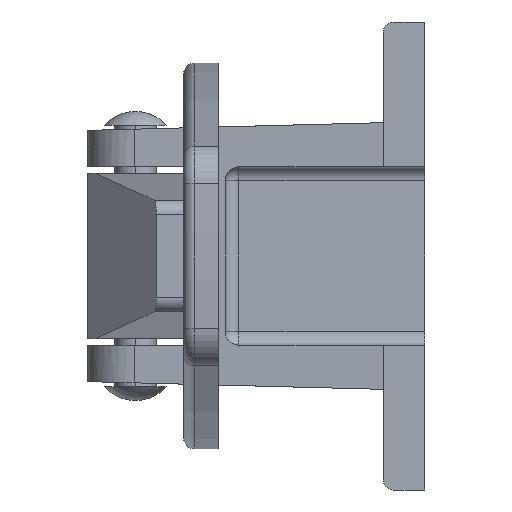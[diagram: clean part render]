
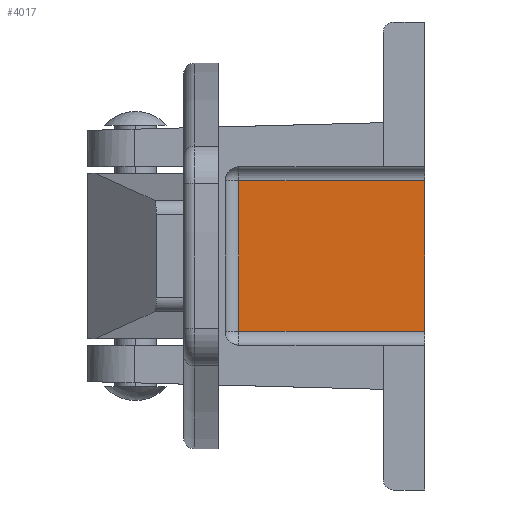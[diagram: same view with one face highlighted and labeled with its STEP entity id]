
A CAD part, left-side view. The second image highlights one B-rep face of the part: STEP entity #4017.
In plain terms, the highlighted planar face has unit normal (-1, 0, 0).
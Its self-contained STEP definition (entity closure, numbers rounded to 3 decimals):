
#645 = LINE ( 'NONE', #646, #4599 ) ;
#646 = CARTESIAN_POINT ( 'NONE',  ( -1.5, -15., 10.95 ) ) ;
#647 = DIRECTION ( 'NONE',  ( 0., 1., 0. ) ) ;
#648 = LINE ( 'NONE', #649, #4600 ) ;
#649 = CARTESIAN_POINT ( 'NONE',  ( -1.5, -15., 12.95 ) ) ;
#650 = DIRECTION ( 'NONE',  ( 0., 0., -1. ) ) ;
#651 = LINE ( 'NONE', #652, #4601 ) ;
#652 = CARTESIAN_POINT ( 'NONE',  ( -1.5, -42., -10.95 ) ) ;
#653 = DIRECTION ( 'NONE',  ( 0., -1., 0. ) ) ;
#812 = LINE ( 'NONE', #813, #4668 ) ;
#813 = CARTESIAN_POINT ( 'NONE',  ( -1.5, -42., -12.95 ) ) ;
#814 = DIRECTION ( 'NONE',  ( 0., 0., -1. ) ) ;
#980 = PLANE ( 'NONE',  #3827 ) ;
#981 = CARTESIAN_POINT ( 'NONE',  ( -1.5, -42., -12.95 ) ) ;
#982 = DIRECTION ( 'NONE',  ( 1., 0., 0. ) ) ;
#983 = DIRECTION ( 'NONE',  ( 0., 0., -1. ) ) ;
#1514 = CARTESIAN_POINT ( 'NONE',  ( -1.5, -15., -10.95 ) ) ;
#1588 = CARTESIAN_POINT ( 'NONE',  ( -1.5, -15., 10.95 ) ) ;
#1603 = CARTESIAN_POINT ( 'NONE',  ( -1.5, -42., 10.95 ) ) ;
#1623 = CARTESIAN_POINT ( 'NONE',  ( -1.5, -42., -10.95 ) ) ;
#2110 = EDGE_LOOP ( 'NONE', ( #2433, #2434, #2432, #2435 ) ) ;
#2432 = ORIENTED_EDGE ( 'NONE', *, *, #4758, .T. ) ;
#2433 = ORIENTED_EDGE ( 'NONE', *, *, #4810, .F. ) ;
#2434 = ORIENTED_EDGE ( 'NONE', *, *, #4757, .T. ) ;
#2435 = ORIENTED_EDGE ( 'NONE', *, *, #4759, .T. ) ;
#2707 = VERTEX_POINT ( 'NONE', #1514 ) ;
#2781 = VERTEX_POINT ( 'NONE', #1588 ) ;
#2796 = VERTEX_POINT ( 'NONE', #1603 ) ;
#2816 = VERTEX_POINT ( 'NONE', #1623 ) ;
#3823 = FACE_OUTER_BOUND ( 'NONE', #2110, .T. ) ;
#3827 = AXIS2_PLACEMENT_3D ( 'NONE', #981, #982, #983 ) ;
#4017 = ADVANCED_FACE ( 'NONE', ( #3823 ), #980, .F. ) ;
#4599 = VECTOR ( 'NONE', #647, 1000. ) ;
#4600 = VECTOR ( 'NONE', #650, 1000. ) ;
#4601 = VECTOR ( 'NONE', #653, 1000. ) ;
#4668 = VECTOR ( 'NONE', #814, 1000. ) ;
#4757 = EDGE_CURVE ( 'NONE', #2796, #2781, #645, .T. ) ;
#4758 = EDGE_CURVE ( 'NONE', #2781, #2707, #648, .T. ) ;
#4759 = EDGE_CURVE ( 'NONE', #2707, #2816, #651, .T. ) ;
#4810 = EDGE_CURVE ( 'NONE', #2796, #2816, #812, .T. ) ;
